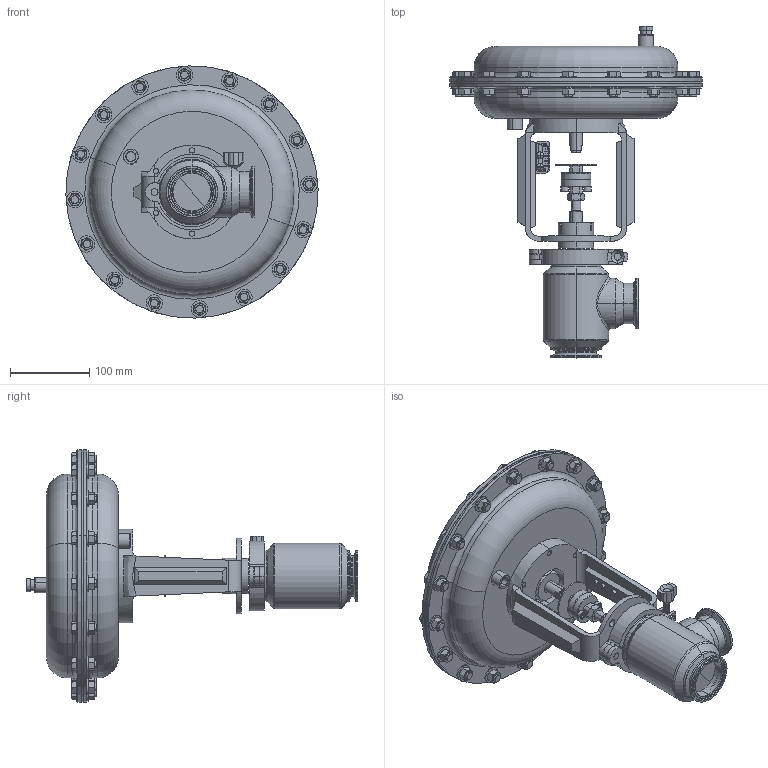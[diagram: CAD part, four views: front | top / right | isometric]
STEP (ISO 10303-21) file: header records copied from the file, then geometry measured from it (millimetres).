
FILE_DESCRIPTION (( 'STEP AP203' ), '1' );
FILE_NAME ('FBCVSP-200-OR.STEP', '2020-04-29T11:06:45', ( '' ), ( '' ), 'SwSTEP 2.0', 'SolidWorks 2018', '' );
FILE_SCHEMA (( 'CONFIG_CONTROL_DESIGN' ));
Length unit declared in the file: inch
Products named in the file (1): FBCVSP-200-OR
Bounding box: 317.42 x 417.75 x 317.42 mm (x, y, z)
Surface area: 511600.8 mm2 (no closed solid volume)
Topology: 0 solids, 140 shells, 1231 faces, 3592 edges, 2462 vertices
Faces by surface type: cone 426, plane 424, cylinder 325, torus 48, bspline 4, sphere 4
Entity records: 50151 total; most frequent: CARTESIAN_POINT 18520, DIRECTION 6567, ORIENTED_EDGE 5934, EDGE_CURVE 3590, AXIS2_PLACEMENT_3D 2673, VERTEX_POINT 2462, EDGE_LOOP 1468, CIRCLE 1445
